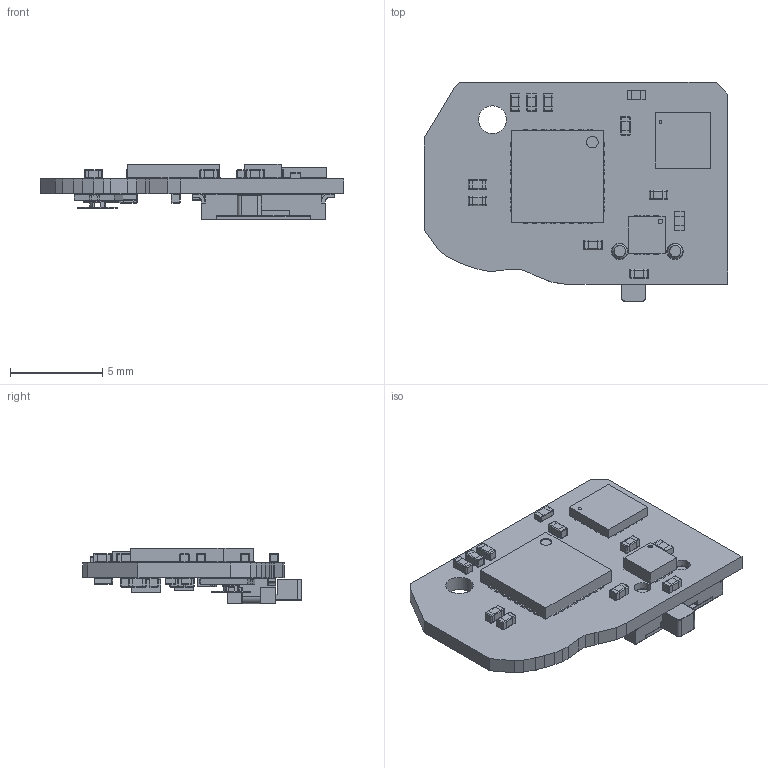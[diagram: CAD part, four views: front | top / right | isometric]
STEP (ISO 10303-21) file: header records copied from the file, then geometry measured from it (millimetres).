
FILE_DESCRIPTION(('Open CASCADE Model'),'2;1');
FILE_NAME('Open CASCADE Shape Model','2023-04-07T13:54:29',('Author'),( 'Open CASCADE'),'Open CASCADE STEP processor 6.8','Open CASCADE 6.8' ,'Unknown');
FILE_SCHEMA(('AUTOMOTIVE_DESIGN { 1 0 10303 214 1 1 1 1 }'));
Length unit declared in the file: millimetre
Products named in the file (102): PCB; Board; Open CASCADE STEP translator 6.8 2.1.1; U4; 6434131872; Body; ThermalPin; PinsArrayLR; SW1; EG1215AA; VR1; 6434132192; R1; 6434127632; Mid_Body; Terminal; Open_CASCADE_STEP_translator_6.8_20.2.1; Mark; C17; 6434125312; Open_CASCADE_STEP_translator_6.8_54.1.1; Open_CASCADE_STEP_translator_6.8_54.1.2; Open_CASCADE_STEP_translator_6.8_54.2.1; C16; 6434130592; R6; 6434117952; R5; U3; 6434123712; Array; C15; 6434124112; C14; C13; 6434131152; R4; 6434115472; C12; C11 ...
Assembly tree (120 placements, depth 5):
  PCB
    Board
      Open CASCADE STEP translator 6.8 2.1.1
    U4
      6434131872
        Body
        ThermalPin
        PinsArrayLR
    SW1
      EG1215AA
    VR1
      6434132192
    R1
      6434127632
        Mid_Body
        Terminal  x2
          Open_CASCADE_STEP_translator_6.8_20.2.1
        Mark
    C17
      6434125312
        Terminal
          Open_CASCADE_STEP_translator_6.8_54.1.1
          Open_CASCADE_STEP_translator_6.8_54.1.2
        Mid_Body
          Open_CASCADE_STEP_translator_6.8_54.2.1
    C16
      6434130592
        Terminal
          Open_CASCADE_STEP_translator_6.8_54.1.1
          Open_CASCADE_STEP_translator_6.8_54.1.2
        Mid_Body
          Open_CASCADE_STEP_translator_6.8_54.2.1
    R6
      6434117952
        Mid_Body
        Terminal  x2
          Open_CASCADE_STEP_translator_6.8_20.2.1
        Mark
    R5
      6434117952
        Mid_Body
        Terminal  x2
          Open_CASCADE_STEP_translator_6.8_20.2.1
        Mark
    U3
      6434123712
        Array
        Body
    C15
      6434124112
        Terminal
          Open_CASCADE_STEP_translator_6.8_54.1.1
          Open_CASCADE_STEP_translator_6.8_54.1.2
        Mid_Body
          Open_CASCADE_STEP_translator_6.8_54.2.1
    C14
      6434124112
        Terminal
          Open_CASCADE_STEP_translator_6.8_54.1.1
          Open_CASCADE_STEP_translator_6.8_54.1.2
Bounding box: 16.4 x 11.84 x 3.02 mm (x, y, z)
Volume: 224.1 mm3; surface area: 808.7 mm2
Topology: 153 solids, 153 shells, 1746 faces, 3977 edges, 2392 vertices
Faces by surface type: plane 1179, cylinder 411, sphere 140, torus 12, cone 4
Full cylindrical faces by diameter (mm): 0.132 x1, 0.15 x1, 0.25 x1, 0.625 x1, 0.8 x4, 0.9 x2, 1.5 x1
Entity records: 30403 total; most frequent: CARTESIAN_POINT 4741, DIRECTION 4712, ORIENTED_EDGE 4334, EDGE_CURVE 2167, LINE 1814, VECTOR 1814, AXIS2_PLACEMENT_3D 1449, VERTEX_POINT 1388
